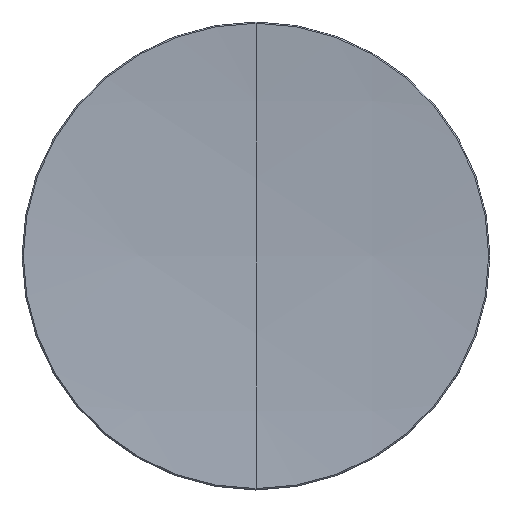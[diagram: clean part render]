
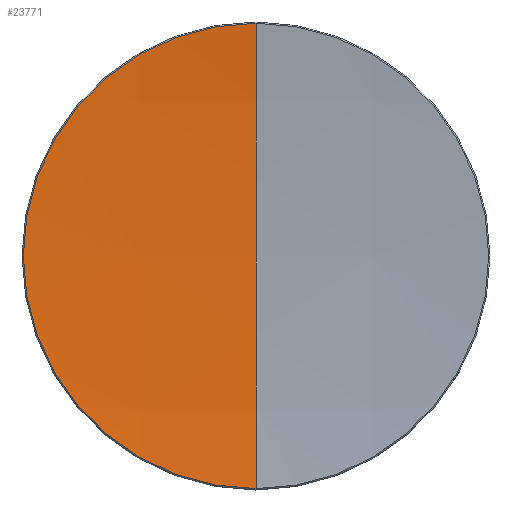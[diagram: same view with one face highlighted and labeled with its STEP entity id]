
A CAD part, top view. The second image highlights one B-rep face of the part: STEP entity #23771.
In plain terms, the highlighted spherical face has radius 400 mm.
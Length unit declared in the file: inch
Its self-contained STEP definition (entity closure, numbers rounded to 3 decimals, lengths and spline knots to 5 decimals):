
#5912 = CARTESIAN_POINT ( 'NONE',  ( -1.46854, 0., 0.30484 ) ) ;
#5922 = DIRECTION ( 'NONE',  ( 1., 0., 0. ) ) ;
#5925 = CARTESIAN_POINT ( 'NONE',  ( 0., 0., 0.30484 ) ) ;
#5927 = DIRECTION ( 'NONE',  ( 0., 0., 1. ) ) ;
#5946 = AXIS2_PLACEMENT_3D ( 'NONE', #5925, #5927, #5922 ) ;
#5947 = CIRCLE ( 'NONE', #5946, 1.46854 ) ;
#10355 = CARTESIAN_POINT ( 'NONE',  ( 0., 1.46854, 0.30484 ) ) ;
#20309 = FACE_OUTER_BOUND ( 'NONE', #23772, .T. ) ;
#20338 = DIRECTION ( 'NONE',  ( 0., 0., 1. ) ) ;
#20340 = DIRECTION ( 'NONE',  ( -1., 0., 0. ) ) ;
#20342 = CARTESIAN_POINT ( 'NONE',  ( 0., 0., 15.98425 ) ) ;
#20344 = AXIS2_PLACEMENT_3D ( 'NONE', #20342, #20340, #20338 ) ;
#20346 = CIRCLE ( 'NONE', #20344, 15.74803 ) ;
#20354 = CARTESIAN_POINT ( 'NONE',  ( 0., 0., 0.23622 ) ) ;
#20355 = DIRECTION ( 'NONE',  ( 0., 1., 0. ) ) ;
#20357 = DIRECTION ( 'NONE',  ( 1., 0., 0. ) ) ;
#20358 = CARTESIAN_POINT ( 'NONE',  ( 0., 0., 15.98425 ) ) ;
#20360 = AXIS2_PLACEMENT_3D ( 'NONE', #20358, #20357, #20355 ) ;
#20362 = CIRCLE ( 'NONE', #20360, 15.74803 ) ;
#20367 = CARTESIAN_POINT ( 'NONE',  ( 0., -1.46854, 0.30484 ) ) ;
#20369 = DIRECTION ( 'NONE',  ( 1., 0., 0. ) ) ;
#20370 = DIRECTION ( 'NONE',  ( 0., 0., 1. ) ) ;
#20371 = CARTESIAN_POINT ( 'NONE',  ( 0., 0., 0.30484 ) ) ;
#20372 = AXIS2_PLACEMENT_3D ( 'NONE', #20371, #20370, #20369 ) ;
#20373 = DIRECTION ( 'NONE',  ( 0., 1., 0. ) ) ;
#20374 = DIRECTION ( 'NONE',  ( 1., 0., 0. ) ) ;
#20375 = CARTESIAN_POINT ( 'NONE',  ( 0., 0., 15.98425 ) ) ;
#20376 = AXIS2_PLACEMENT_3D ( 'NONE', #20375, #20374, #20373 ) ;
#20377 = CIRCLE ( 'NONE', #20372, 1.46854 ) ;
#20378 = SPHERICAL_SURFACE ( 'NONE', #20376, 15.74803 ) ;
#23667 = VERTEX_POINT ( 'NONE', #10355 ) ;
#23676 = VERTEX_POINT ( 'NONE', #5912 ) ;
#23771 = ADVANCED_FACE ( 'NONE', ( #20309 ), #20378, .F. ) ;
#23772 = EDGE_LOOP ( 'NONE', ( #23773, #23774, #23777, #23780 ) ) ;
#23773 = ORIENTED_EDGE ( 'NONE', *, *, #23821, .T. ) ;
#23774 = ORIENTED_EDGE ( 'NONE', *, *, #23775, .T. ) ;
#23775 = EDGE_CURVE ( 'NONE', #23676, #23776, #20377, .T. ) ;
#23776 = VERTEX_POINT ( 'NONE', #20367 ) ;
#23777 = ORIENTED_EDGE ( 'NONE', *, *, #23778, .T. ) ;
#23778 = EDGE_CURVE ( 'NONE', #23776, #23779, #20362, .T. ) ;
#23779 = VERTEX_POINT ( 'NONE', #20354 ) ;
#23780 = ORIENTED_EDGE ( 'NONE', *, *, #23781, .F. ) ;
#23781 = EDGE_CURVE ( 'NONE', #23667, #23779, #20346, .T. ) ;
#23821 = EDGE_CURVE ( 'NONE', #23667, #23676, #5947, .T. ) ;
